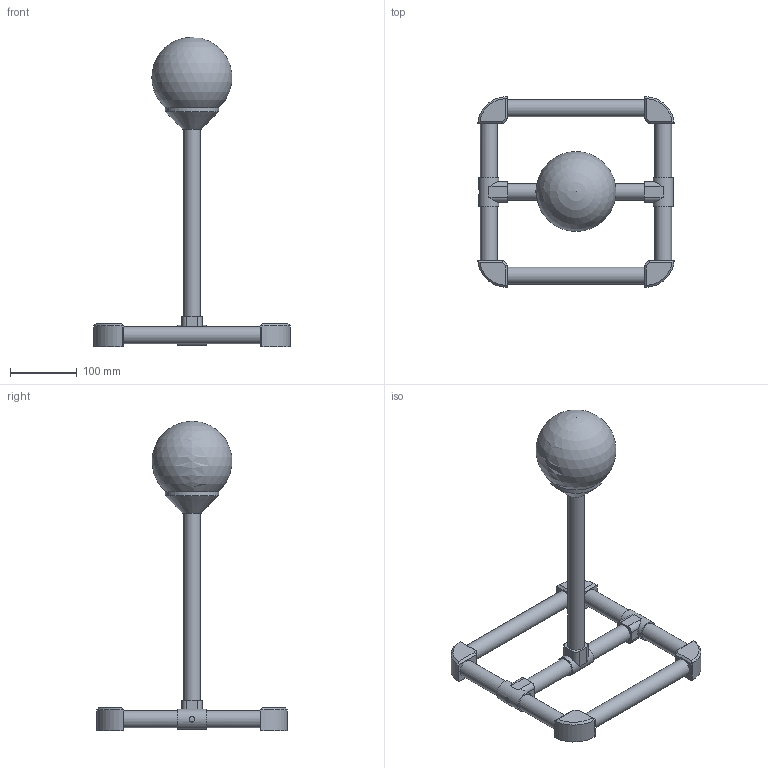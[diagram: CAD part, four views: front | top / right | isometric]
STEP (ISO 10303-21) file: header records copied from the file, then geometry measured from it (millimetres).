
FILE_DESCRIPTION(/* description */ (''),/* implementation_level */ '2;1');
FILE_NAME(/* name */ 'Ground Ball.step',/* time_stamp */ '2024-08-15T23:57:01+02:00',/* author */ (''),/* organization */ (''),/* preprocessor_version */ 'ST-DEVELOPER v20',/* originating_system */ 'Autodesk Translation Framework v13.14.0.145',/* authorisation */ '');
FILE_SCHEMA (('AUTOMOTIVE_DESIGN { 1 0 10303 214 3 1 1 }'));
Length unit declared in the file: millimetre
Products named in the file (1): Ground Ball
Bounding box: 293.13 x 284.38 x 462 mm (x, y, z)
Volume: 1358993.3 mm3; surface area: 344232.5 mm2
Topology: 15 solids, 15 shells, 187 faces, 390 edges, 253 vertices
Faces by surface type: plane 115, cylinder 65, cone 5, sphere 2
Full cylindrical faces by diameter (mm): 8 x6, 21.8 x3, 21.85 x13, 22 x1, 22.4 x1, 25.4 x1, 25.45 x16, 25.6 x4, 30 x3, 80 x1
Entity records: 5385 total; most frequent: CARTESIAN_POINT 1231, DIRECTION 869, ORIENTED_EDGE 776, EDGE_CURVE 388, AXIS2_PLACEMENT_3D 331, VERTEX_POINT 253, EDGE_LOOP 243, LINE 207
